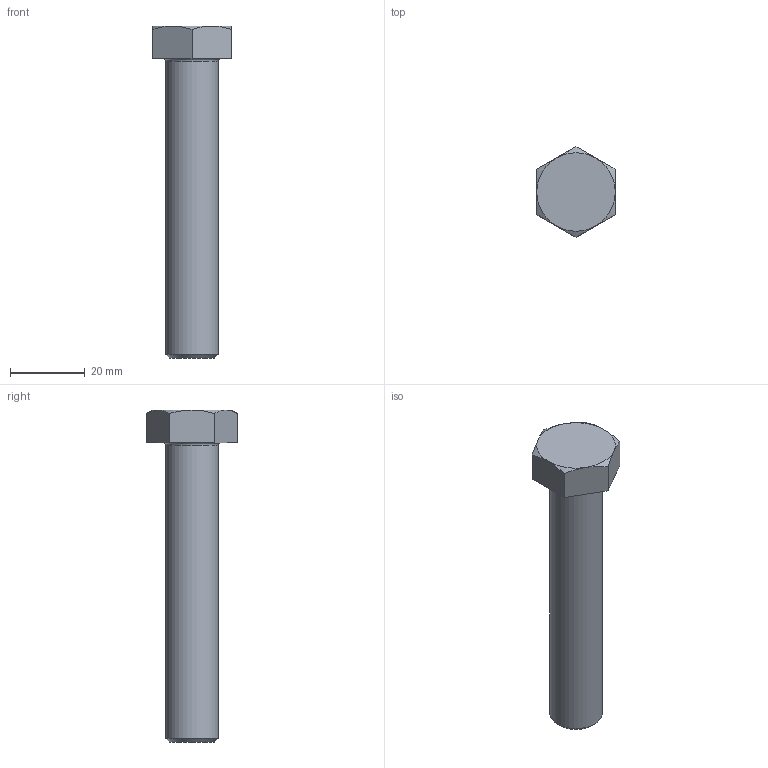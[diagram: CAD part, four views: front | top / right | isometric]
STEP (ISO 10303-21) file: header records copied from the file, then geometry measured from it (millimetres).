
FILE_DESCRIPTION(/* description */ (''),/* implementation_level */ '2;1');
FILE_NAME(/* name */ '12_Bulong_M14x80.stp',/* time_stamp */ '2024-12-15T00:07:10+07:00',/* author */ ('hongquan'),/* organization */ (''),/* preprocessor_version */ 'ST-DEVELOPER v20',/* originating_system */ 'Autodesk Inventor 2025',/* authorisation */ '');
FILE_SCHEMA (('AUTOMOTIVE_DESIGN { 1 0 10303 214 3 1 1 }'));
Length unit declared in the file: millimetre
Products named in the file (2): 12_Bulong_M14x80; ISO 4018 - M14 x 80
Assembly tree (1 placements, depth 2):
  12_Bulong_M14x80
    ISO 4018 - M14 x 80
Bounding box: 21 x 24.25 x 88.8 mm (x, y, z)
Volume: 15648.4 mm3; surface area: 4866.5 mm2
Topology: 1 solids, 1 shells, 18 faces, 39 edges, 24 vertices
Faces by surface type: plane 9, cone 7, torus 1, cylinder 1
Full cylindrical faces by diameter (mm): 14 x1
Entity records: 543 total; most frequent: CARTESIAN_POINT 108, DIRECTION 82, ORIENTED_EDGE 78, EDGE_CURVE 39, AXIS2_PLACEMENT_3D 34, VERTEX_POINT 24, EDGE_LOOP 19, FACE_OUTER_BOUND 18
